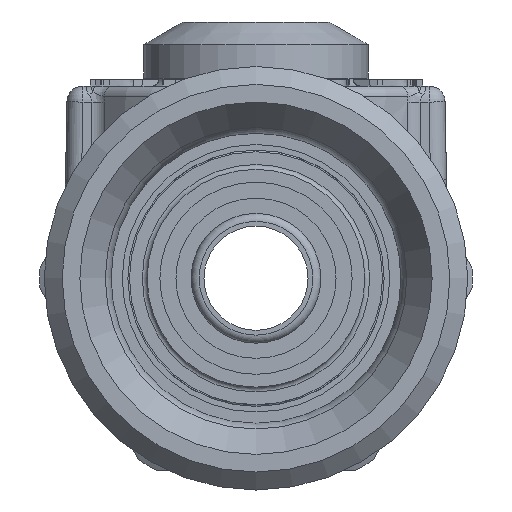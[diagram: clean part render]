
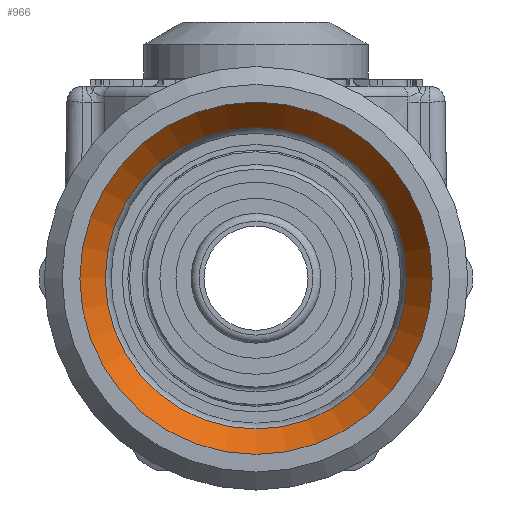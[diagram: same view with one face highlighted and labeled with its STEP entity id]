
A CAD part, front view. The second image highlights one B-rep face of the part: STEP entity #966.
In plain terms, the highlighted conical face has half-angle 35 degrees and reference radius 11 mm.
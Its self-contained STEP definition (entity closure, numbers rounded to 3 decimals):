
#966 = ADVANCED_FACE( '', ( #2054, #2055 ), #2056, .F. );
#2054 = FACE_BOUND( '', #4501, .T. );
#2055 = FACE_OUTER_BOUND( '', #4502, .T. );
#2056 = CONICAL_SURFACE( '', #4503, 11., 0.611 );
#4501 = EDGE_LOOP( '', ( #7491 ) );
#4502 = EDGE_LOOP( '', ( #7492 ) );
#4503 = AXIS2_PLACEMENT_3D( '', #7493, #7494, #7495 );
#7491 = ORIENTED_EDGE( '', *, *, #9493, .T. );
#7492 = ORIENTED_EDGE( '', *, *, #9494, .T. );
#7493 = CARTESIAN_POINT( '', ( 0., 0., 0. ) );
#7494 = DIRECTION( '', ( 0., -1., 0. ) );
#7495 = DIRECTION( '', ( 1., 0., 0. ) );
#9493 = EDGE_CURVE( '', #11198, #11198, #11199, .T. );
#9494 = EDGE_CURVE( '', #11200, #11200, #11201, .T. );
#11198 = VERTEX_POINT( '', #16597 );
#11199 = CIRCLE( '', #16598, 9.412 );
#11200 = VERTEX_POINT( '', #16599 );
#11201 = CIRCLE( '', #16600, 11. );
#16597 = CARTESIAN_POINT( '', ( -9.412, 2.268, 0. ) );
#16598 = AXIS2_PLACEMENT_3D( '', #18129, #18130, #18131 );
#16599 = CARTESIAN_POINT( '', ( 11., 0., 0. ) );
#16600 = AXIS2_PLACEMENT_3D( '', #18132, #18133, #18134 );
#18129 = CARTESIAN_POINT( '', ( 0., 2.268, 0. ) );
#18130 = DIRECTION( '', ( 0., 1., 0. ) );
#18131 = DIRECTION( '', ( -1., 0., 0. ) );
#18132 = CARTESIAN_POINT( '', ( 0., 0., 0. ) );
#18133 = DIRECTION( '', ( 0., -1., 0. ) );
#18134 = DIRECTION( '', ( 1., 0., 0. ) );
